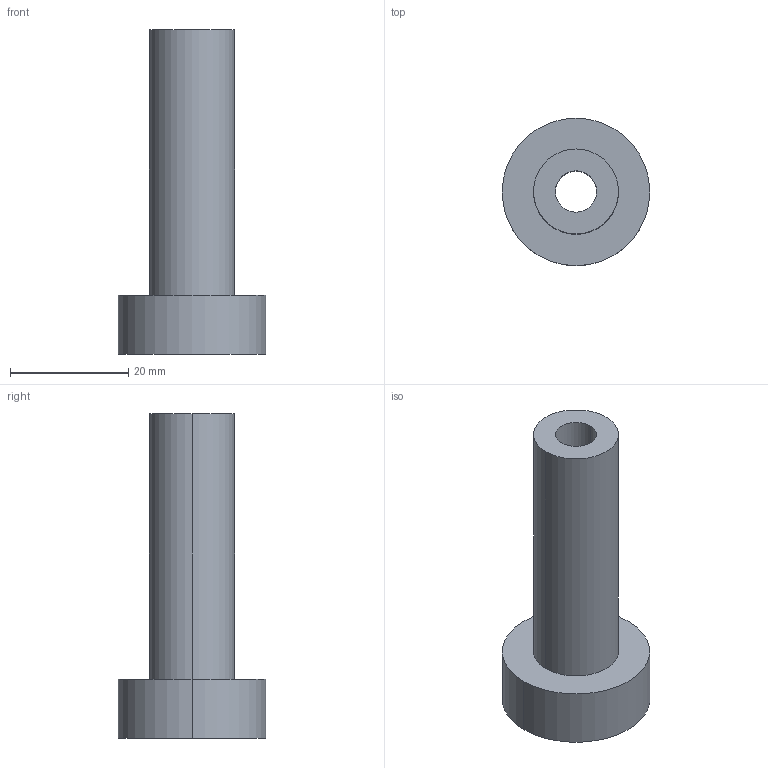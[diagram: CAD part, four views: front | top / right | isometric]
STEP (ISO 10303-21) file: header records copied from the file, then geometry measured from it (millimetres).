
FILE_DESCRIPTION (( 'STEP AP214' ), '1' );
FILE_NAME ('Eixo 14.4 roda.STEP', '2020-08-23T23:55:46', ( '' ), ( '' ), 'SwSTEP 2.0', 'SolidWorks 2018', '' );
FILE_SCHEMA (( 'AUTOMOTIVE_DESIGN' ));
Length unit declared in the file: millimetre
Products named in the file (1): Eixo  14.4 roda
Bounding box: 25 x 25 x 55 mm (x, y, z)
Volume: 8425.7 mm3; surface area: 5297.5 mm2
Topology: 1 solids, 1 shells, 33 faces, 87 edges, 58 vertices
Faces by surface type: cylinder 29, plane 4
Entity records: 1119 total; most frequent: DIRECTION 213, CARTESIAN_POINT 179, ORIENTED_EDGE 174, AXIS2_PLACEMENT_3D 92, EDGE_CURVE 87, CIRCLE 58, VERTEX_POINT 58, EDGE_LOOP 37
